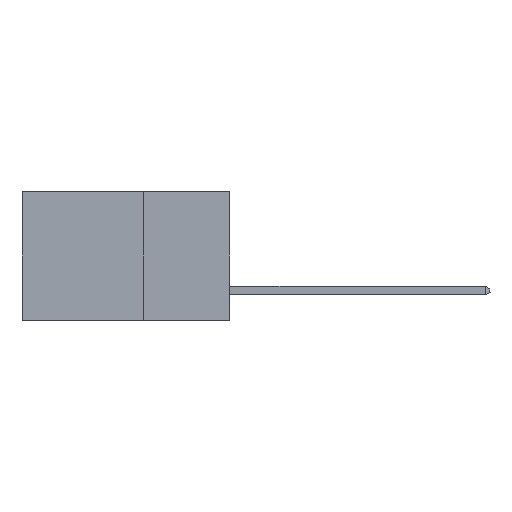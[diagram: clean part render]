
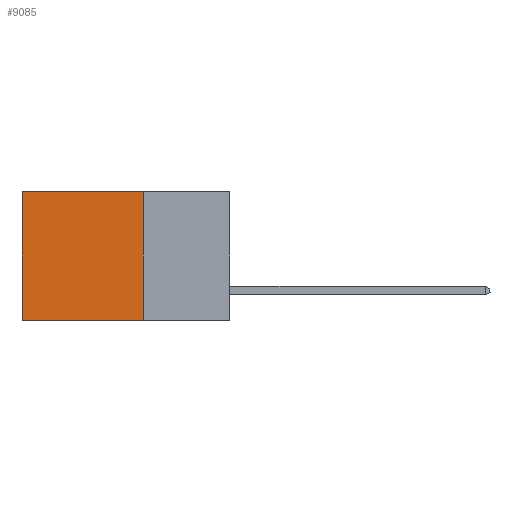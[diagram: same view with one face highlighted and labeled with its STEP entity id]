
A CAD part, left-side view. The second image highlights one B-rep face of the part: STEP entity #9085.
In plain terms, the highlighted planar face has unit normal (-1, 0, 0).
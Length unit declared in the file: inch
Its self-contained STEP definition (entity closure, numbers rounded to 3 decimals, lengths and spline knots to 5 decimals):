
#912 = DIRECTION ( 'NONE',  ( 0., 1., 0. ) ) ;
#1395 = EDGE_LOOP ( 'NONE', ( #19600, #15680, #19581, #18339 ) ) ;
#1744 = CARTESIAN_POINT ( 'NONE',  ( 0.298, 0.25, 0. ) ) ;
#4225 = DIRECTION ( 'NONE',  ( 0., 0., -1. ) ) ;
#4400 = EDGE_CURVE ( 'NONE', #4579, #29613, #20533, .T. ) ;
#4579 = VERTEX_POINT ( 'NONE', #29976 ) ;
#7296 = EDGE_CURVE ( 'NONE', #29613, #9550, #20400, .T. ) ;
#7556 = VECTOR ( 'NONE', #19580, 39.37008 ) ;
#8010 = AXIS2_PLACEMENT_3D ( 'NONE', #25833, #18645, #28010 ) ;
#9085 = ADVANCED_FACE ( 'NONE', ( #17704 ), #11582, .F. ) ;
#9550 = VERTEX_POINT ( 'NONE', #15199 ) ;
#10465 = EDGE_CURVE ( 'NONE', #24924, #9550, #12535, .T. ) ;
#11582 = PLANE ( 'NONE',  #8010 ) ;
#12513 = CARTESIAN_POINT ( 'NONE',  ( 0.298, 0.25, -0.37 ) ) ;
#12535 = LINE ( 'NONE', #26276, #15814 ) ;
#13043 = CARTESIAN_POINT ( 'NONE',  ( 0.298, 0.25, -0.37 ) ) ;
#15199 = CARTESIAN_POINT ( 'NONE',  ( 0.298, 0.6, -0.37 ) ) ;
#15680 = ORIENTED_EDGE ( 'NONE', *, *, #7296, .F. ) ;
#15814 = VECTOR ( 'NONE', #19292, 39.37008 ) ;
#17704 = FACE_OUTER_BOUND ( 'NONE', #1395, .T. ) ;
#18339 = ORIENTED_EDGE ( 'NONE', *, *, #23587, .T. ) ;
#18645 = DIRECTION ( 'NONE',  ( 1., 0., 0. ) ) ;
#19292 = DIRECTION ( 'NONE',  ( 0., 0., -1. ) ) ;
#19580 = DIRECTION ( 'NONE',  ( 0., 1., 0. ) ) ;
#19581 = ORIENTED_EDGE ( 'NONE', *, *, #4400, .F. ) ;
#19600 = ORIENTED_EDGE ( 'NONE', *, *, #10465, .T. ) ;
#20400 = LINE ( 'NONE', #12513, #7556 ) ;
#20533 = LINE ( 'NONE', #1744, #21649 ) ;
#20551 = LINE ( 'NONE', #21839, #27907 ) ;
#21649 = VECTOR ( 'NONE', #4225, 39.37008 ) ;
#21839 = CARTESIAN_POINT ( 'NONE',  ( 0.298, 0.25, 0. ) ) ;
#23587 = EDGE_CURVE ( 'NONE', #4579, #24924, #20551, .T. ) ;
#24494 = CARTESIAN_POINT ( 'NONE',  ( 0.298, 0.6, 0. ) ) ;
#24924 = VERTEX_POINT ( 'NONE', #24494 ) ;
#25833 = CARTESIAN_POINT ( 'NONE',  ( 0.298, 0.25, 0. ) ) ;
#26276 = CARTESIAN_POINT ( 'NONE',  ( 0.298, 0.6, 0. ) ) ;
#27907 = VECTOR ( 'NONE', #912, 39.37008 ) ;
#28010 = DIRECTION ( 'NONE',  ( 0., 0., -1. ) ) ;
#29613 = VERTEX_POINT ( 'NONE', #13043 ) ;
#29976 = CARTESIAN_POINT ( 'NONE',  ( 0.298, 0.25, 0. ) ) ;
